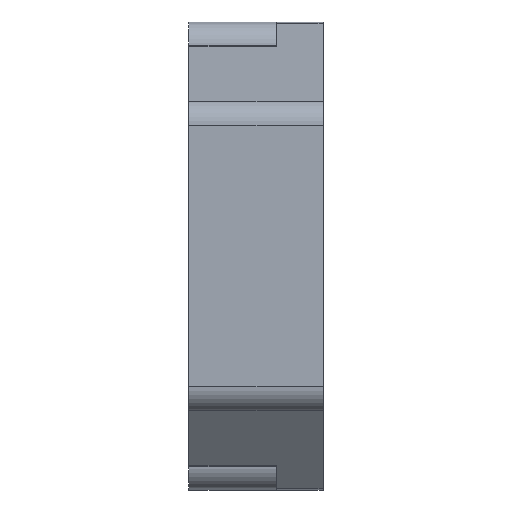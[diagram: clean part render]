
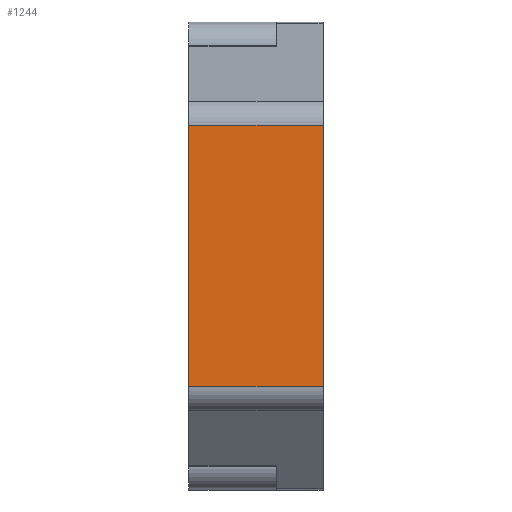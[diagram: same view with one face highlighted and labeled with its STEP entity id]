
A CAD part, left-side view. The second image highlights one B-rep face of the part: STEP entity #1244.
In plain terms, the highlighted planar face has unit normal (-1, 0, 0).
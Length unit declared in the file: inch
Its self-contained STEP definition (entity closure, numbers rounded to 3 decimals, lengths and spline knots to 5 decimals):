
#10 = CARTESIAN_POINT ( 'NONE',  ( -0.70533, -0.07794, 0.20931 ) ) ;
#30 = LINE ( 'NONE', #10, #1692 ) ;
#151 = DIRECTION ( 'NONE',  ( 0., 1., 0. ) ) ;
#189 = CARTESIAN_POINT ( 'NONE',  ( -0.70533, 0., 0. ) ) ;
#213 = CARTESIAN_POINT ( 'NONE',  ( -0.70533, 0., 0.20931 ) ) ;
#368 = DIRECTION ( 'NONE',  ( 0., 0., 1. ) ) ;
#419 = EDGE_LOOP ( 'NONE', ( #644, #1444, #1877, #1968 ) ) ;
#500 = VECTOR ( 'NONE', #368, 39.37008 ) ;
#529 = LINE ( 'NONE', #531, #500 ) ;
#531 = CARTESIAN_POINT ( 'NONE',  ( -0.70533, 0.215, 0. ) ) ;
#644 = ORIENTED_EDGE ( 'NONE', *, *, #1843, .T. ) ;
#809 = AXIS2_PLACEMENT_3D ( 'NONE', #1004, #1335, #1017 ) ;
#995 = EDGE_CURVE ( 'NONE', #1912, #1060, #529, .T. ) ;
#1000 = VECTOR ( 'NONE', #151, 39.37008 ) ;
#1004 = CARTESIAN_POINT ( 'NONE',  ( -0.70533, -1.63614, 0. ) ) ;
#1013 = DIRECTION ( 'NONE',  ( 0., 1., 0. ) ) ;
#1017 = DIRECTION ( 'NONE',  ( 0., 0., 1. ) ) ;
#1027 = PLANE ( 'NONE',  #809 ) ;
#1052 = DIRECTION ( 'NONE',  ( 0., 0., 1. ) ) ;
#1060 = VERTEX_POINT ( 'NONE', #1221 ) ;
#1094 = VERTEX_POINT ( 'NONE', #1434 ) ;
#1156 = CARTESIAN_POINT ( 'NONE',  ( -0.70533, -0.07794, -0.20931 ) ) ;
#1221 = CARTESIAN_POINT ( 'NONE',  ( -0.70533, 0.215, 0.20931 ) ) ;
#1244 = ADVANCED_FACE ( 'NONE', ( #1749 ), #1027, .T. ) ;
#1322 = CARTESIAN_POINT ( 'NONE',  ( -0.70533, 0.215, -0.20931 ) ) ;
#1335 = DIRECTION ( 'NONE',  ( -1., 0., 0. ) ) ;
#1431 = VERTEX_POINT ( 'NONE', #213 ) ;
#1434 = CARTESIAN_POINT ( 'NONE',  ( -0.70533, 0., -0.20931 ) ) ;
#1444 = ORIENTED_EDGE ( 'NONE', *, *, #1662, .T. ) ;
#1614 = LINE ( 'NONE', #1156, #1000 ) ;
#1662 = EDGE_CURVE ( 'NONE', #1431, #1060, #30, .T. ) ;
#1692 = VECTOR ( 'NONE', #1013, 39.37008 ) ;
#1749 = FACE_OUTER_BOUND ( 'NONE', #419, .T. ) ;
#1782 = LINE ( 'NONE', #189, #1990 ) ;
#1843 = EDGE_CURVE ( 'NONE', #1094, #1431, #1782, .T. ) ;
#1877 = ORIENTED_EDGE ( 'NONE', *, *, #995, .F. ) ;
#1912 = VERTEX_POINT ( 'NONE', #1322 ) ;
#1968 = ORIENTED_EDGE ( 'NONE', *, *, #2030, .F. ) ;
#1990 = VECTOR ( 'NONE', #1052, 39.37008 ) ;
#2030 = EDGE_CURVE ( 'NONE', #1094, #1912, #1614, .T. ) ;
